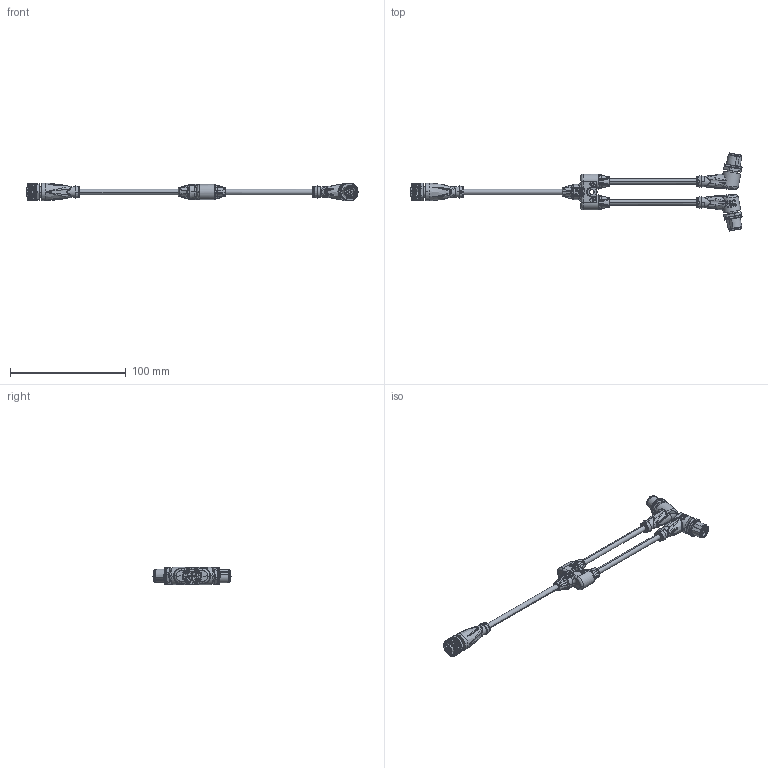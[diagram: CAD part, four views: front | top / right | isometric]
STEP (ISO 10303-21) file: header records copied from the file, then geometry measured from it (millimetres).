
FILE_DESCRIPTION((''),'2;1');
FILE_NAME('CAD-8563_ASM','2022-10-24T12:00:38',('creinig-se'),(''),'CREO PARAMETRIC BY PTC INC, 2019292','CREO PARAMETRIC BY PTC INC, 2019292','');
FILE_SCHEMA(('CONFIG_CONTROL_DESIGN','SHAPE_APPEARANCE_LAYERS_GROUPS'));
Products named in the file (4): CAD-8563_V1_G_KD_Y; CAD-8563_KOPF; CAD-8563_V1S_W_ND_Y; CAD-8563_ASM
Assembly tree (4 placements, depth 2):
  CAD-8563_ASM
    CAD-8563_V1_G_KD_Y
    CAD-8563_KOPF
    CAD-8563_V1S_W_ND_Y  x2
Bounding box: 286.28 x 67.27 x 15.37 mm (x, y, z)
Volume: 29881.7 mm3; surface area: 19921.5 mm2
Topology: 12 solids, 12 shells, 3202 faces, 8364 edges, 5234 vertices
Faces by surface type: plane 1260, cylinder 769, bspline 563, torus 460, cone 110, extrusion 20, sphere 20
Entity records: 117818 total; most frequent: CARTESIAN_POINT 49838, ORIENTED_EDGE 11640, DIRECTION 9890, EDGE_CURVE 5820, AXIS2_PLACEMENT_3D 3691, VERTEX_POINT 3625, PRESENTATION_STYLE_ASSIGNMENT 2904, STYLED_ITEM 2904
